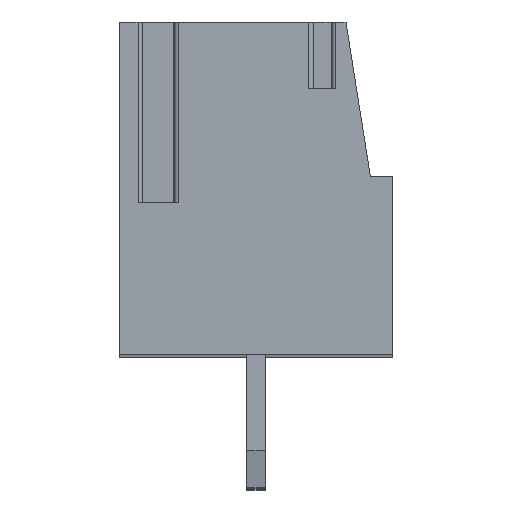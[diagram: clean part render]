
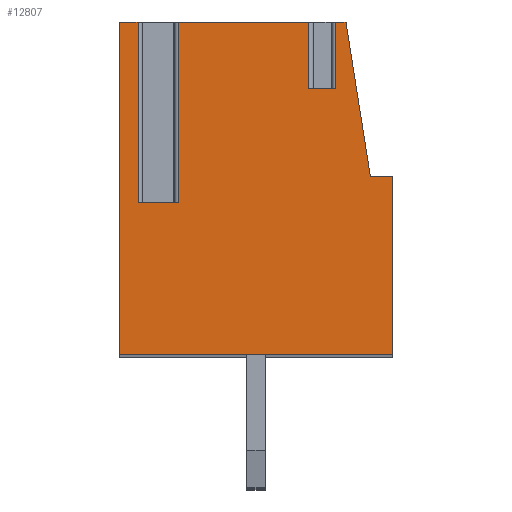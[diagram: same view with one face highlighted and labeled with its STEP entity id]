
A CAD part, top view. The second image highlights one B-rep face of the part: STEP entity #12807.
In plain terms, the highlighted planar face has unit normal (0, 0, 1).
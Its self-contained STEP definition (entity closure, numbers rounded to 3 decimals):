
#3669=DIRECTION('',(0.,1.,0.));
#3670=VECTOR('',#3669,1.8);
#3671=CARTESIAN_POINT('',(1.436,2.4,1.905));
#3672=LINE('',#3671,#3670);
#3673=DIRECTION('',(0.,1.,0.));
#3674=VECTOR('',#3673,1.8);
#3675=CARTESIAN_POINT('',(2.164,2.4,1.905));
#3676=LINE('',#3675,#3674);
#3677=DIRECTION('',(-1.,0.,0.));
#3678=VECTOR('',#3677,0.276);
#3679=CARTESIAN_POINT('',(2.44,4.2,1.905));
#3680=LINE('',#3679,#3678);
#3681=DIRECTION('',(-0.155,0.988,0.));
#3682=VECTOR('',#3681,4.252);
#3683=CARTESIAN_POINT('',(3.1,0.,1.905));
#3684=LINE('',#3683,#3682);
#3685=DIRECTION('',(-1.,0.,0.));
#3686=VECTOR('',#3685,0.6);
#3687=CARTESIAN_POINT('',(3.7,0.,1.905));
#3688=LINE('',#3687,#3686);
#3689=DIRECTION('',(0.,1.,0.));
#3690=VECTOR('',#3689,4.8);
#3691=CARTESIAN_POINT('',(3.7,-4.8,1.905));
#3692=LINE('',#3691,#3690);
#3693=DIRECTION('',(1.,0.,0.));
#3694=VECTOR('',#3693,7.4);
#3695=CARTESIAN_POINT('',(-3.7,-4.8,1.905));
#3696=LINE('',#3695,#3694);
#3697=DIRECTION('',(0.,-1.,0.));
#3698=VECTOR('',#3697,9.);
#3699=CARTESIAN_POINT('',(-3.7,4.2,1.905));
#3700=LINE('',#3699,#3698);
#3701=DIRECTION('',(-1.,0.,0.));
#3702=VECTOR('',#3701,0.504);
#3703=CARTESIAN_POINT('',(-3.196,4.2,1.905));
#3704=LINE('',#3703,#3702);
#3705=DIRECTION('',(0.,1.,0.));
#3706=VECTOR('',#3705,4.9);
#3707=CARTESIAN_POINT('',(-3.196,-0.7,1.905));
#3708=LINE('',#3707,#3706);
#3709=DIRECTION('',(-1.,0.,0.));
#3710=VECTOR('',#3709,1.093);
#3711=CARTESIAN_POINT('',(-2.104,-0.7,1.905));
#3712=LINE('',#3711,#3710);
#3713=DIRECTION('',(0.,1.,0.));
#3714=VECTOR('',#3713,4.9);
#3715=CARTESIAN_POINT('',(-2.104,-0.7,1.905));
#3716=LINE('',#3715,#3714);
#3717=DIRECTION('',(-1.,0.,0.));
#3718=VECTOR('',#3717,3.54);
#3719=CARTESIAN_POINT('',(1.436,4.2,1.905));
#3720=LINE('',#3719,#3718);
#3730=DIRECTION('',(1.,0.,0.));
#3731=VECTOR('',#3730,0.728);
#3732=CARTESIAN_POINT('',(1.436,2.4,1.905));
#3733=LINE('',#3732,#3731);
#5945=CARTESIAN_POINT('',(3.7,0.,1.905));
#5946=CARTESIAN_POINT('',(3.1,0.,1.905));
#5947=VERTEX_POINT('',#5945);
#5948=VERTEX_POINT('',#5946);
#5949=CARTESIAN_POINT('',(2.44,4.2,1.905));
#5950=VERTEX_POINT('',#5949);
#5951=CARTESIAN_POINT('',(-3.7,4.2,1.905));
#5952=CARTESIAN_POINT('',(-3.7,-4.8,1.905));
#5953=VERTEX_POINT('',#5951);
#5954=VERTEX_POINT('',#5952);
#5955=CARTESIAN_POINT('',(3.7,-4.8,1.905));
#5956=VERTEX_POINT('',#5955);
#5965=CARTESIAN_POINT('',(-2.104,-0.7,1.905));
#5966=CARTESIAN_POINT('',(-3.196,-0.7,1.905));
#5967=VERTEX_POINT('',#5965);
#5968=VERTEX_POINT('',#5966);
#5969=CARTESIAN_POINT('',(-3.196,4.2,1.905));
#5970=VERTEX_POINT('',#5969);
#5971=CARTESIAN_POINT('',(-2.104,4.2,1.905));
#5972=VERTEX_POINT('',#5971);
#5977=CARTESIAN_POINT('',(1.436,4.2,1.905));
#5978=VERTEX_POINT('',#5977);
#5980=CARTESIAN_POINT('',(2.164,4.2,1.905));
#5982=VERTEX_POINT('',#5980);
#6045=CARTESIAN_POINT('',(1.436,2.4,1.905));
#6046=VERTEX_POINT('',#6045);
#6048=CARTESIAN_POINT('',(2.164,2.4,1.905));
#6050=VERTEX_POINT('',#6048);
#12776=CARTESIAN_POINT('',(0.,0.,1.905));
#12777=DIRECTION('',(0.,0.,1.));
#12778=DIRECTION('',(1.,0.,0.));
#12779=AXIS2_PLACEMENT_3D('',#12776,#12777,#12778);
#12780=PLANE('',#12779);
#12782=ORIENTED_EDGE('',*,*,#12781,.F.);
#12784=ORIENTED_EDGE('',*,*,#12783,.T.);
#12786=ORIENTED_EDGE('',*,*,#12785,.T.);
#12787=ORIENTED_EDGE('',*,*,#7806,.F.);
#12789=ORIENTED_EDGE('',*,*,#12788,.F.);
#12791=ORIENTED_EDGE('',*,*,#12790,.F.);
#12793=ORIENTED_EDGE('',*,*,#12792,.F.);
#12795=ORIENTED_EDGE('',*,*,#12794,.F.);
#12796=ORIENTED_EDGE('',*,*,#12116,.F.);
#12797=ORIENTED_EDGE('',*,*,#7830,.F.);
#12799=ORIENTED_EDGE('',*,*,#12798,.F.);
#12801=ORIENTED_EDGE('',*,*,#12800,.F.);
#12803=ORIENTED_EDGE('',*,*,#12802,.T.);
#12804=ORIENTED_EDGE('',*,*,#7818,.F.);
#12805=EDGE_LOOP('',(#12782,#12784,#12786,#12787,#12789,#12791,#12793,#12795,
#12796,#12797,#12799,#12801,#12803,#12804));
#12806=FACE_OUTER_BOUND('',#12805,.F.);
#7806=EDGE_CURVE('',#5950,#5982,#3680,.T.);
#7818=EDGE_CURVE('',#5978,#5972,#3720,.T.);
#7830=EDGE_CURVE('',#5970,#5953,#3704,.T.);
#12116=EDGE_CURVE('',#5953,#5954,#3700,.T.);
#12781=EDGE_CURVE('',#6046,#5978,#3672,.T.);
#12783=EDGE_CURVE('',#6046,#6050,#3733,.T.);
#12785=EDGE_CURVE('',#6050,#5982,#3676,.T.);
#12788=EDGE_CURVE('',#5948,#5950,#3684,.T.);
#12790=EDGE_CURVE('',#5947,#5948,#3688,.T.);
#12792=EDGE_CURVE('',#5956,#5947,#3692,.T.);
#12794=EDGE_CURVE('',#5954,#5956,#3696,.T.);
#12798=EDGE_CURVE('',#5968,#5970,#3708,.T.);
#12800=EDGE_CURVE('',#5967,#5968,#3712,.T.);
#12802=EDGE_CURVE('',#5967,#5972,#3716,.T.);
#12807=ADVANCED_FACE('',(#12806),#12780,.T.);
